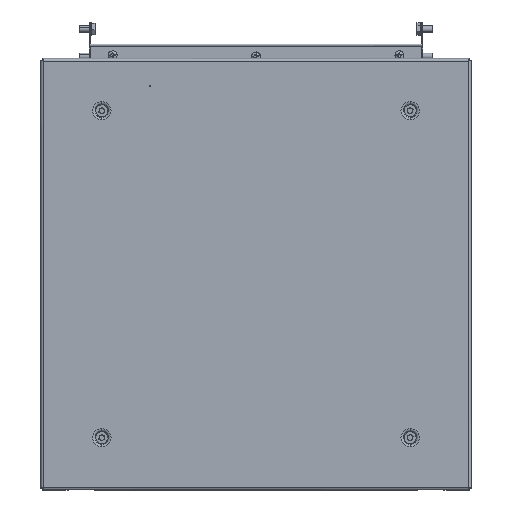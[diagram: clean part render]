
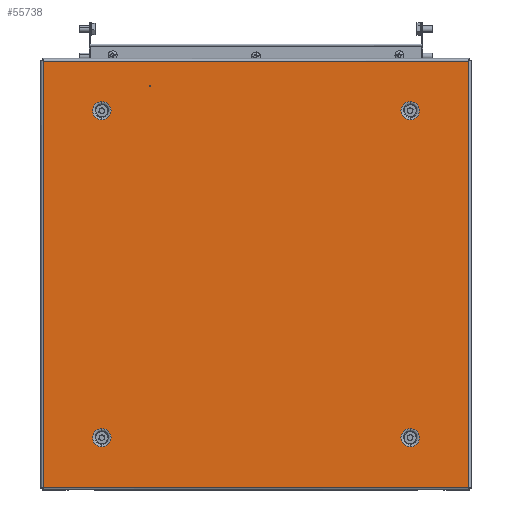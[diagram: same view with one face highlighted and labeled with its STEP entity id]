
A CAD part, top view. The second image highlights one B-rep face of the part: STEP entity #55738.
In plain terms, the highlighted planar face has unit normal (0, 0, 1).
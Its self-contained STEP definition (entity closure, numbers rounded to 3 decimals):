
#339 = CIRCLE ( 'NONE', #23770, 8.443 ) ;
#881 = DIRECTION ( 'NONE',  ( 0., 1., 0. ) ) ;
#978 = EDGE_CURVE ( 'NONE', #49731, #2239, #79108, .T. ) ;
#1434 = EDGE_CURVE ( 'NONE', #6638, #26093, #21417, .T. ) ;
#1968 = AXIS2_PLACEMENT_3D ( 'NONE', #31233, #37097, #49388 ) ;
#2239 = VERTEX_POINT ( 'NONE', #3587 ) ;
#2714 = DIRECTION ( 'NONE',  ( 0., 1., 0. ) ) ;
#3075 = DIRECTION ( 'NONE',  ( 0., 1., 0. ) ) ;
#3587 = CARTESIAN_POINT ( 'NONE',  ( 195.1, 195.6, 0. ) ) ;
#3915 = DIRECTION ( 'NONE',  ( 0., 0., 1. ) ) ;
#6065 = CIRCLE ( 'NONE', #10738, 0.5 ) ;
#6638 = VERTEX_POINT ( 'NONE', #17413 ) ;
#7435 = VERTEX_POINT ( 'NONE', #8406 ) ;
#7557 = EDGE_CURVE ( 'NONE', #28094, #20095, #71381, .T. ) ;
#7979 = DIRECTION ( 'NONE',  ( 1., 0., 0. ) ) ;
#8406 = CARTESIAN_POINT ( 'NONE',  ( -97., 173., 0. ) ) ;
#10129 = VECTOR ( 'NONE', #13715, 1000. ) ;
#10738 = AXIS2_PLACEMENT_3D ( 'NONE', #74707, #55248, #24829 ) ;
#10741 = AXIS2_PLACEMENT_3D ( 'NONE', #55911, #26044, #7979 ) ;
#11123 = AXIS2_PLACEMENT_3D ( 'NONE', #68510, #31675, #44961 ) ;
#11581 = EDGE_LOOP ( 'NONE', ( #40191, #50947 ) ) ;
#11593 = EDGE_LOOP ( 'NONE', ( #26497, #60917 ) ) ;
#13715 = DIRECTION ( 'NONE',  ( -1., 0., 0. ) ) ;
#13929 = FACE_OUTER_BOUND ( 'NONE', #69519, .T. ) ;
#13957 = EDGE_CURVE ( 'NONE', #22388, #35052, #65000, .T. ) ;
#14166 = PLANE ( 'NONE',  #10741 ) ;
#14307 = CARTESIAN_POINT ( 'NONE',  ( 141.5, -150., 0. ) ) ;
#14929 = VERTEX_POINT ( 'NONE', #75527 ) ;
#15465 = CARTESIAN_POINT ( 'NONE',  ( 141.5, -150., 0. ) ) ;
#15942 = LINE ( 'NONE', #44185, #10129 ) ;
#17150 = CIRCLE ( 'NONE', #1968, 8.443 ) ;
#17413 = CARTESIAN_POINT ( 'NONE',  ( -141.5, -141.557, 0. ) ) ;
#18065 = CARTESIAN_POINT ( 'NONE',  ( 141.5, 150., 0. ) ) ;
#18366 = AXIS2_PLACEMENT_3D ( 'NONE', #15465, #3915, #27809 ) ;
#18386 = VERTEX_POINT ( 'NONE', #65613 ) ;
#18432 = ORIENTED_EDGE ( 'NONE', *, *, #73612, .F. ) ;
#20095 = VERTEX_POINT ( 'NONE', #51972 ) ;
#20178 = CARTESIAN_POINT ( 'NONE',  ( -141.5, -150., 0. ) ) ;
#21417 = CIRCLE ( 'NONE', #72034, 8.443 ) ;
#21607 = CARTESIAN_POINT ( 'NONE',  ( 141.5, 150., 0. ) ) ;
#21746 = EDGE_CURVE ( 'NONE', #14929, #22854, #29653, .T. ) ;
#21996 = DIRECTION ( 'NONE',  ( 0., 0., 1. ) ) ;
#22388 = VERTEX_POINT ( 'NONE', #56751 ) ;
#22854 = VERTEX_POINT ( 'NONE', #37970 ) ;
#23770 = AXIS2_PLACEMENT_3D ( 'NONE', #21607, #78992, #881 ) ;
#24829 = DIRECTION ( 'NONE',  ( -1., 0., 0. ) ) ;
#25256 = ORIENTED_EDGE ( 'NONE', *, *, #55267, .T. ) ;
#25271 = ORIENTED_EDGE ( 'NONE', *, *, #53792, .T. ) ;
#25600 = VERTEX_POINT ( 'NONE', #46608 ) ;
#25963 = ORIENTED_EDGE ( 'NONE', *, *, #978, .T. ) ;
#26044 = DIRECTION ( 'NONE',  ( 0., 0., 1. ) ) ;
#26093 = VERTEX_POINT ( 'NONE', #52649 ) ;
#26497 = ORIENTED_EDGE ( 'NONE', *, *, #7557, .F. ) ;
#27809 = DIRECTION ( 'NONE',  ( 0., 1., 0. ) ) ;
#28030 = LINE ( 'NONE', #36351, #77654 ) ;
#28094 = VERTEX_POINT ( 'NONE', #47874 ) ;
#29653 = CIRCLE ( 'NONE', #31319, 8.443 ) ;
#30374 = VECTOR ( 'NONE', #3075, 1000. ) ;
#31233 = CARTESIAN_POINT ( 'NONE',  ( -141.5, 150., 0. ) ) ;
#31319 = AXIS2_PLACEMENT_3D ( 'NONE', #14307, #69396, #62735 ) ;
#31675 = DIRECTION ( 'NONE',  ( 0., 0., 1. ) ) ;
#32309 = ORIENTED_EDGE ( 'NONE', *, *, #45752, .T. ) ;
#33761 = CARTESIAN_POINT ( 'NONE',  ( -98., 173., 0. ) ) ;
#34041 = CARTESIAN_POINT ( 'NONE',  ( -141.5, 150., 0. ) ) ;
#34619 = CIRCLE ( 'NONE', #59285, 0.5 ) ;
#35052 = VERTEX_POINT ( 'NONE', #36674 ) ;
#35350 = EDGE_CURVE ( 'NONE', #22854, #14929, #71315, .T. ) ;
#36114 = CARTESIAN_POINT ( 'NONE',  ( -195.1, 196.529, 0. ) ) ;
#36351 = CARTESIAN_POINT ( 'NONE',  ( -196.029, -195.6, 0. ) ) ;
#36674 = CARTESIAN_POINT ( 'NONE',  ( -141.5, 141.557, 0. ) ) ;
#37097 = DIRECTION ( 'NONE',  ( 0., 0., 1. ) ) ;
#37156 = AXIS2_PLACEMENT_3D ( 'NONE', #34041, #21996, #71176 ) ;
#37315 = DIRECTION ( 'NONE',  ( -1., 0., 0. ) ) ;
#37706 = ORIENTED_EDGE ( 'NONE', *, *, #13957, .F. ) ;
#37970 = CARTESIAN_POINT ( 'NONE',  ( 141.5, -158.443, 0. ) ) ;
#39743 = EDGE_CURVE ( 'NONE', #20095, #28094, #339, .T. ) ;
#40090 = ORIENTED_EDGE ( 'NONE', *, *, #54447, .F. ) ;
#40191 = ORIENTED_EDGE ( 'NONE', *, *, #21746, .F. ) ;
#40502 = ORIENTED_EDGE ( 'NONE', *, *, #1434, .F. ) ;
#44185 = CARTESIAN_POINT ( 'NONE',  ( 196.029, 195.6, 0. ) ) ;
#44961 = DIRECTION ( 'NONE',  ( 0., 1., 0. ) ) ;
#45063 = ORIENTED_EDGE ( 'NONE', *, *, #60039, .T. ) ;
#45281 = EDGE_CURVE ( 'NONE', #7435, #55363, #6065, .T. ) ;
#45752 = EDGE_CURVE ( 'NONE', #25600, #49731, #28030, .T. ) ;
#46052 = AXIS2_PLACEMENT_3D ( 'NONE', #18065, #48550, #79247 ) ;
#46506 = ORIENTED_EDGE ( 'NONE', *, *, #45281, .T. ) ;
#46608 = CARTESIAN_POINT ( 'NONE',  ( -195.1, -195.6, 0. ) ) ;
#47874 = CARTESIAN_POINT ( 'NONE',  ( 141.5, 158.443, 0. ) ) ;
#48550 = DIRECTION ( 'NONE',  ( 0., 0., 1. ) ) ;
#49388 = DIRECTION ( 'NONE',  ( 0., 1., 0. ) ) ;
#49731 = VERTEX_POINT ( 'NONE', #73499 ) ;
#49962 = EDGE_LOOP ( 'NONE', ( #40502, #18432 ) ) ;
#50947 = ORIENTED_EDGE ( 'NONE', *, *, #35350, .F. ) ;
#51577 = CARTESIAN_POINT ( 'NONE',  ( 195.1, -196.529, 0. ) ) ;
#51972 = CARTESIAN_POINT ( 'NONE',  ( 141.5, 141.557, 0. ) ) ;
#52649 = CARTESIAN_POINT ( 'NONE',  ( -141.5, -158.443, 0. ) ) ;
#52842 = VECTOR ( 'NONE', #78838, 1000. ) ;
#53792 = EDGE_CURVE ( 'NONE', #55363, #7435, #34619, .T. ) ;
#54116 = FACE_BOUND ( 'NONE', #68258, .T. ) ;
#54447 = EDGE_CURVE ( 'NONE', #35052, #22388, #17150, .T. ) ;
#55248 = DIRECTION ( 'NONE',  ( 0., 0., -1. ) ) ;
#55267 = EDGE_CURVE ( 'NONE', #2239, #18386, #15942, .T. ) ;
#55363 = VERTEX_POINT ( 'NONE', #33761 ) ;
#55738 = ADVANCED_FACE ( 'NONE', ( #54116, #76078, #78004, #63729, #59847, #13929 ), #14166, .T. ) ;
#55911 = CARTESIAN_POINT ( 'NONE',  ( 0., 0., 0. ) ) ;
#56751 = CARTESIAN_POINT ( 'NONE',  ( -141.5, 158.443, 0. ) ) ;
#59285 = AXIS2_PLACEMENT_3D ( 'NONE', #67767, #73889, #37315 ) ;
#59847 = FACE_BOUND ( 'NONE', #70421, .T. ) ;
#60039 = EDGE_CURVE ( 'NONE', #18386, #25600, #63255, .T. ) ;
#60917 = ORIENTED_EDGE ( 'NONE', *, *, #39743, .F. ) ;
#61237 = CIRCLE ( 'NONE', #11123, 8.443 ) ;
#62006 = DIRECTION ( 'NONE',  ( 1., 0., 0. ) ) ;
#62735 = DIRECTION ( 'NONE',  ( 0., 1., 0. ) ) ;
#63255 = LINE ( 'NONE', #36114, #52842 ) ;
#63729 = FACE_BOUND ( 'NONE', #11593, .T. ) ;
#65000 = CIRCLE ( 'NONE', #37156, 8.443 ) ;
#65613 = CARTESIAN_POINT ( 'NONE',  ( -195.1, 195.6, 0. ) ) ;
#67767 = CARTESIAN_POINT ( 'NONE',  ( -97.5, 173., 0. ) ) ;
#68258 = EDGE_LOOP ( 'NONE', ( #25271, #46506 ) ) ;
#68510 = CARTESIAN_POINT ( 'NONE',  ( -141.5, -150., 0. ) ) ;
#69396 = DIRECTION ( 'NONE',  ( 0., 0., 1. ) ) ;
#69519 = EDGE_LOOP ( 'NONE', ( #45063, #32309, #25963, #25256 ) ) ;
#70421 = EDGE_LOOP ( 'NONE', ( #37706, #40090 ) ) ;
#71176 = DIRECTION ( 'NONE',  ( 0., 1., 0. ) ) ;
#71315 = CIRCLE ( 'NONE', #18366, 8.443 ) ;
#71381 = CIRCLE ( 'NONE', #46052, 8.443 ) ;
#72034 = AXIS2_PLACEMENT_3D ( 'NONE', #20178, #76775, #2714 ) ;
#73499 = CARTESIAN_POINT ( 'NONE',  ( 195.1, -195.6, 0. ) ) ;
#73612 = EDGE_CURVE ( 'NONE', #26093, #6638, #61237, .T. ) ;
#73889 = DIRECTION ( 'NONE',  ( 0., 0., -1. ) ) ;
#74707 = CARTESIAN_POINT ( 'NONE',  ( -97.5, 173., 0. ) ) ;
#75527 = CARTESIAN_POINT ( 'NONE',  ( 141.5, -141.557, 0. ) ) ;
#76078 = FACE_BOUND ( 'NONE', #11581, .T. ) ;
#76775 = DIRECTION ( 'NONE',  ( 0., 0., 1. ) ) ;
#77654 = VECTOR ( 'NONE', #62006, 1000. ) ;
#78004 = FACE_BOUND ( 'NONE', #49962, .T. ) ;
#78838 = DIRECTION ( 'NONE',  ( 0., -1., 0. ) ) ;
#78992 = DIRECTION ( 'NONE',  ( 0., 0., 1. ) ) ;
#79108 = LINE ( 'NONE', #51577, #30374 ) ;
#79247 = DIRECTION ( 'NONE',  ( 0., 1., 0. ) ) ;
